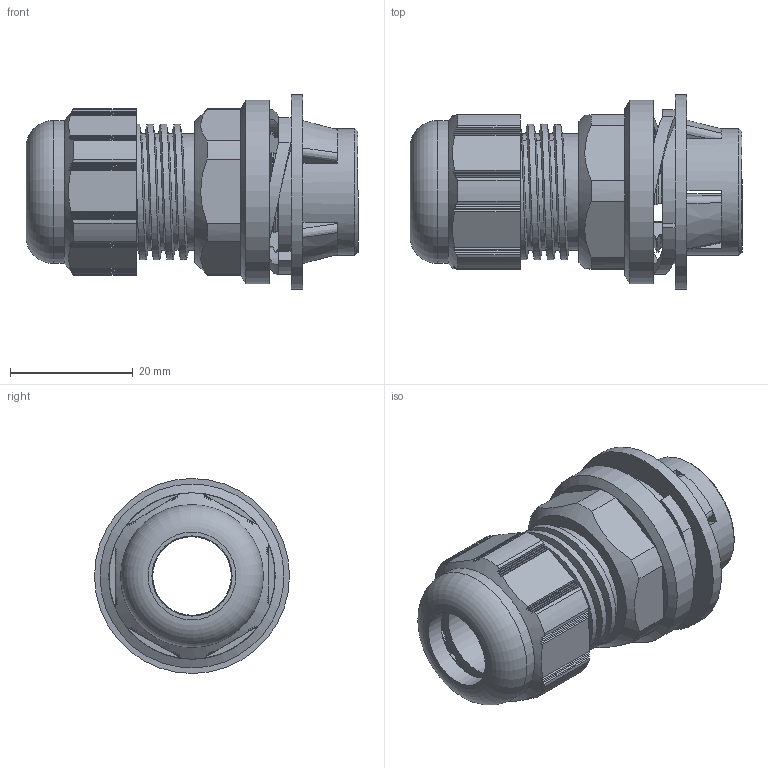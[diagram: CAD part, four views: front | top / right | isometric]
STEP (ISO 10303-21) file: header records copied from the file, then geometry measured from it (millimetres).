
FILE_DESCRIPTION(/* description */ ('Front-Fix M20, KB: 7-13 mm'),/* implementation_level */ '2;1');
FILE_NAME(/* name */ 'FRONTFIX1121-RST.stp',/* time_stamp */ '2019-10-08T14:59:56+02:00',/* author */ ('sl'),/* organization */ (''),/* preprocessor_version */ 'ST-DEVELOPER v16.5',/* originating_system */ 'Autodesk Inventor 2017',/* authorisation */ '');
FILE_SCHEMA (('AUTOMOTIVE_DESIGN { 1 0 10303 214 3 1 1 }'));
Length unit declared in the file: millimetre
Products named in the file (8): FRONTFIX1121; FRONTFIX1121_1; FRONZFIX1121; FRONTFIX1121_2; FRONTFIX1121_3; FRONTFIX1121_4; FRONTFIX1121_5; FRONTFIX1121_6
Assembly tree (7 placements, depth 2):
  FRONTFIX1121
    FRONTFIX1121_1
    FRONZFIX1121
    FRONTFIX1121_2
    FRONTFIX1121_3
    FRONTFIX1121_4
    FRONTFIX1121_5
    FRONTFIX1121_6
Bounding box: 54.13 x 31.8 x 31.8 mm (x, y, z)
Volume: 13814.8 mm3; surface area: 18377.4 mm2
Topology: 7 solids, 7 shells, 434 faces, 1259 edges, 828 vertices
Faces by surface type: plane 267, cylinder 102, bspline 31, cone 17, torus 17
Full cylindrical faces by diameter (mm): 12.8 x1, 13 x1, 13.08 x2, 14.58 x1, 14.75 x1, 15.5 x1, 15.6 x1, 16 x1, 16.1 x1, 16.3 x1, 19.08 x5, 20.2 x4, 20.6 x1, 21 x1, 22.2 x5, 23.3 x1, 25.2 x1, 27.1 x1, 27.72 x1, 30 x1, 31.8 x1
Entity records: 18269 total; most frequent: CARTESIAN_POINT 7386, ORIENTED_EDGE 2336, DIRECTION 2116, EDGE_CURVE 1168, VERTEX_POINT 785, AXIS2_PLACEMENT_3D 724, LINE 668, VECTOR 668
